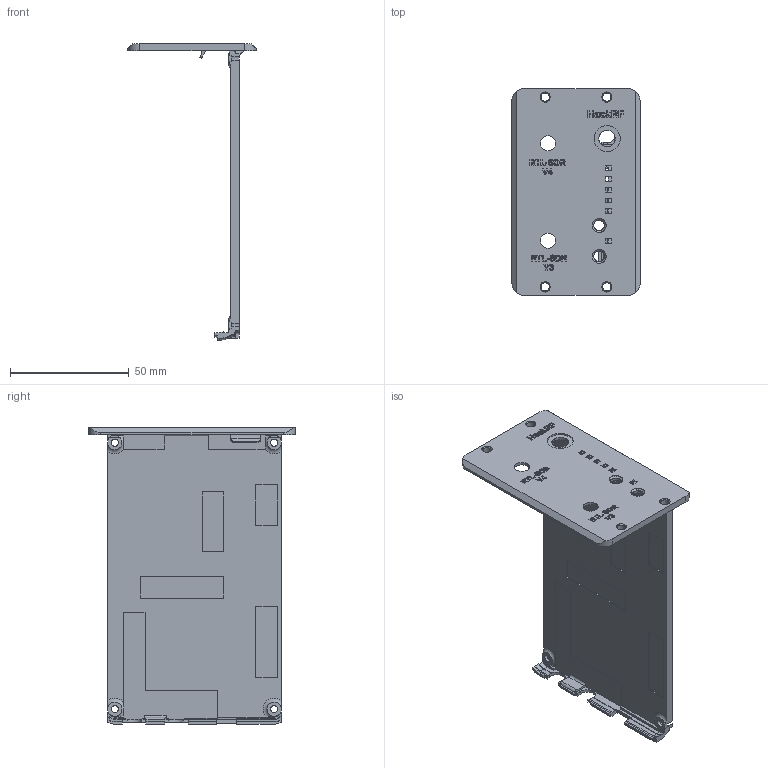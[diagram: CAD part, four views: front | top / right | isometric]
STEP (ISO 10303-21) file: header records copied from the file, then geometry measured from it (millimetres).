
FILE_DESCRIPTION(/* description */ ('','CAx-IF Rec.Pracs.---Representation and Presentation of Product Manufacturing Information (PMI)---4.0---2014-10-13'),/* implementation_level */ '2;1');
FILE_NAME(/* name */ 'Module 1x SDR 2x RTL 1x HackRF.step',/* time_stamp */ '2025-02-14T12:53:40+01:00',/* author */ (''),/* organization */ (''),/* preprocessor_version */ 'ST-DEVELOPER v20',/* originating_system */ 'Autodesk Translation Framework v13.20.0.188',/* authorisation */ '');
FILE_SCHEMA (('AP242_MANAGED_MODEL_BASED_3D_ENGINEERING_MIM_LF { 1 0 10303 442 1 1 4 }'));
Length unit declared in the file: millimetre
Products named in the file (1): Module Blank
Bounding box: 54 x 87 x 124.89 mm (x, y, z)
Volume: 41500.3 mm3; surface area: 30342 mm2
Topology: 1 solids, 3 shells, 824 faces, 2320 edges, 1534 vertices
Faces by surface type: plane 442, bspline 260, cylinder 100, cone 14, torus 8
Full cylindrical faces by diameter (mm): 3.008 x4, 3.5 x4, 4.411 x2, 6.4 x2, 7.019 x1, 11 x1
Entity records: 29572 total; most frequent: CARTESIAN_POINT 9889, ORIENTED_EDGE 4640, DIRECTION 3114, EDGE_CURVE 2320, VERTEX_POINT 1534, LINE 1474, VECTOR 1474, EDGE_LOOP 894
